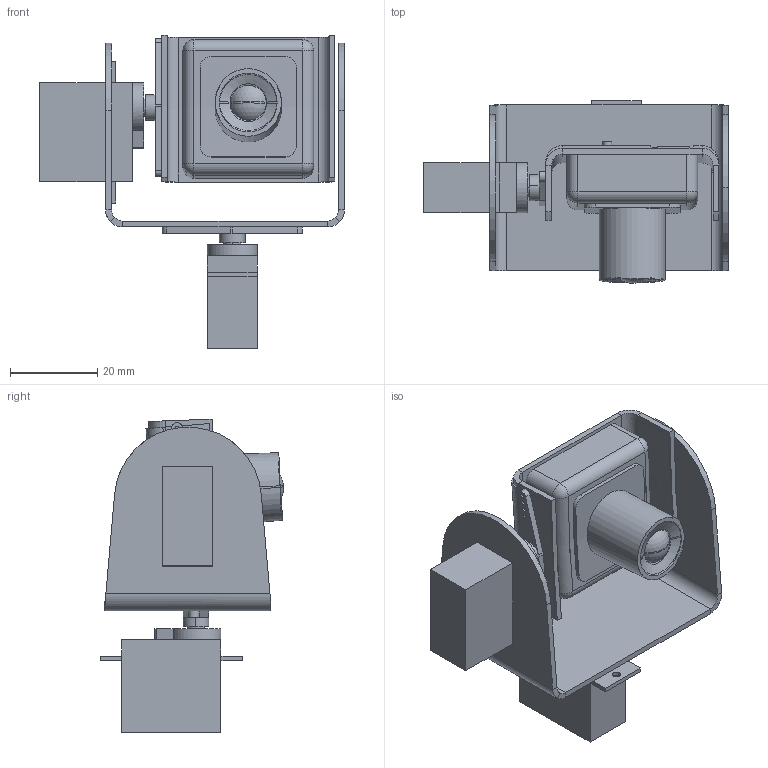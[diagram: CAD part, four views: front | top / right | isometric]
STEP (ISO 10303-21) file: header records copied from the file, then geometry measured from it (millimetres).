
FILE_DESCRIPTION (( 'STEP AP203' ), '1' );
FILE_NAME ('Metal Camera Mount V3.STEP', '2012-07-06T20:22:34', ( '' ), ( '' ), 'SwSTEP 2.0', 'SolidWorks 2012', '' );
FILE_SCHEMA (( 'CONFIG_CONTROL_DESIGN' ));
Length unit declared in the file: inch
Products named in the file (6): Metal Camera Mount V3; Camera; Servo Arm_Two Arms; HS55 SERVO; metal camera tilt bracket; metal pan base
Assembly tree (9 placements, depth 2):
  Metal Camera Mount V3
    metal pan base
    metal camera tilt bracket  x2
    HS55 SERVO  x2
    Servo Arm_Two Arms  x2
    Camera  x2
Bounding box: 69.96 x 41.96 x 72.01 mm (x, y, z)
Volume: 49526.7 mm3; surface area: 31598.5 mm2
Topology: 13 solids, 13 shells, 345 faces, 819 edges, 512 vertices
Faces by surface type: plane 192, cylinder 133, sphere 12, bspline 4, cone 4
Entity records: 6266 total; most frequent: CARTESIAN_POINT 1024, DIRECTION 974, ORIENTED_EDGE 888, EDGE_CURVE 444, AXIS2_PLACEMENT_3D 349, VERTEX_POINT 279, LINE 276, VECTOR 276
